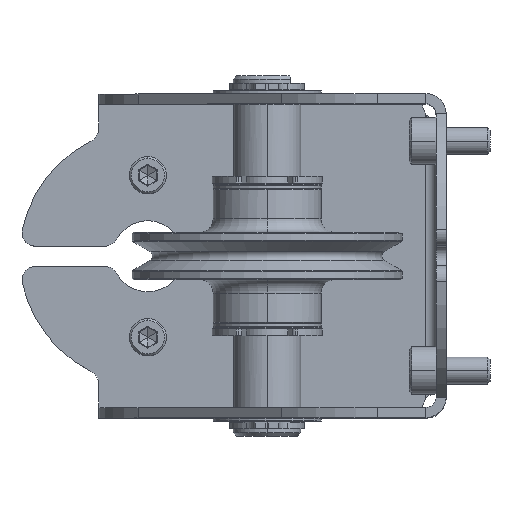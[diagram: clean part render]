
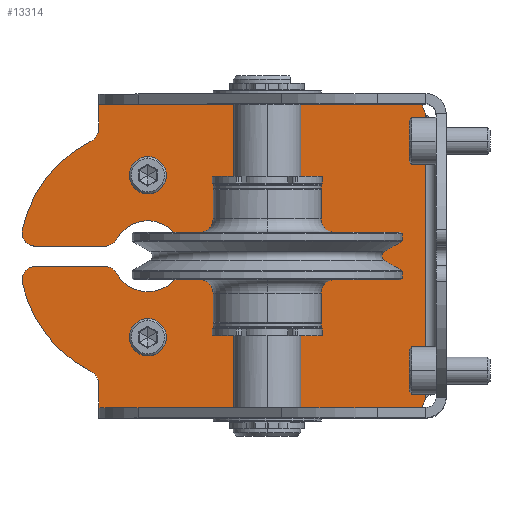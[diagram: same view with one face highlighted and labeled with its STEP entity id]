
A CAD part, top view. The second image highlights one B-rep face of the part: STEP entity #13314.
In plain terms, the highlighted planar face has unit normal (0, 0, 1).
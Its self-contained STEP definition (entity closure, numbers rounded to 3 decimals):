
#4315=DIRECTION('',(0.,1.,0.));
#4316=VECTOR('',#4315,42.094);
#4317=CARTESIAN_POINT('',(-3.,-21.047,-53.));
#4318=LINE('',#4317,#4316);
#4366=CARTESIAN_POINT('',(-37.851,3.5,-53.));
#4367=DIRECTION('',(0.,0.,-1.));
#4368=DIRECTION('',(0.,-1.,0.));
#4369=AXIS2_PLACEMENT_3D('',#4366,#4367,#4368);
#4374=CARTESIAN_POINT('',(-44.2,0.,-53.));
#4375=DIRECTION('',(0.,0.,1.));
#4376=DIRECTION('',(0.876,0.483,0.));
#4377=AXIS2_PLACEMENT_3D('',#4374,#4375,#4376);
#4382=CARTESIAN_POINT('',(-50.549,3.5,-53.));
#4383=DIRECTION('',(0.,0.,-1.));
#4384=DIRECTION('',(0.876,-0.483,0.));
#4385=AXIS2_PLACEMENT_3D('',#4382,#4383,#4384);
#4390=DIRECTION('',(-1.,0.,0.));
#4391=VECTOR('',#4390,10.287);
#4392=CARTESIAN_POINT('',(-50.549,1.5,-53.));
#4393=LINE('',#4392,#4391);
#4397=CARTESIAN_POINT('',(-60.836,3.5,-53.));
#4398=DIRECTION('',(0.,0.,-1.));
#4399=DIRECTION('',(0.,-1.,0.));
#4400=AXIS2_PLACEMENT_3D('',#4397,#4398,#4399);
#4405=CARTESIAN_POINT('',(-44.2,0.,-53.));
#4406=DIRECTION('',(0.,0.,-1.));
#4407=DIRECTION('',(-0.979,0.206,0.));
#4408=AXIS2_PLACEMENT_3D('',#4405,#4406,#4407);
#4413=CARTESIAN_POINT('',(-53.5,18.828,-53.));
#4414=DIRECTION('',(0.,0.,1.));
#4415=DIRECTION('',(0.443,-0.897,0.));
#4416=AXIS2_PLACEMENT_3D('',#4413,#4414,#4415);
#4421=DIRECTION('',(0.,1.,0.));
#4422=VECTOR('',#4421,3.672);
#4423=CARTESIAN_POINT('',(-51.5,18.828,-53.));
#4424=LINE('',#4423,#4422);
#4428=DIRECTION('',(1.,0.,0.));
#4429=VECTOR('',#4428,48.034);
#4430=CARTESIAN_POINT('',(-51.5,22.5,-53.));
#4431=LINE('',#4430,#4429);
#4435=CARTESIAN_POINT('',(-0.966,22.5,-53.));
#4436=DIRECTION('',(0.,0.,1.));
#4437=DIRECTION('',(-1.,0.,0.));
#4438=AXIS2_PLACEMENT_3D('',#4435,#4436,#4437);
#4443=CARTESIAN_POINT('',(-0.966,-22.5,-53.));
#4444=DIRECTION('',(0.,0.,1.));
#4445=DIRECTION('',(-0.814,0.581,0.));
#4446=AXIS2_PLACEMENT_3D('',#4443,#4444,#4445);
#4451=DIRECTION('',(-1.,0.,0.));
#4452=VECTOR('',#4451,48.034);
#4453=CARTESIAN_POINT('',(-3.466,-22.5,-53.));
#4454=LINE('',#4453,#4452);
#4458=DIRECTION('',(0.,1.,0.));
#4459=VECTOR('',#4458,3.672);
#4460=CARTESIAN_POINT('',(-51.5,-22.5,-53.));
#4461=LINE('',#4460,#4459);
#4465=CARTESIAN_POINT('',(-53.5,-18.828,-53.));
#4466=DIRECTION('',(0.,0.,1.));
#4467=DIRECTION('',(1.,0.,0.));
#4468=AXIS2_PLACEMENT_3D('',#4465,#4466,#4467);
#4473=CARTESIAN_POINT('',(-44.2,0.,-53.));
#4474=DIRECTION('',(0.,0.,-1.));
#4475=DIRECTION('',(-0.443,-0.897,0.));
#4476=AXIS2_PLACEMENT_3D('',#4473,#4474,#4475);
#4481=CARTESIAN_POINT('',(-60.836,-3.5,-53.));
#4482=DIRECTION('',(0.,0.,-1.));
#4483=DIRECTION('',(-0.979,-0.206,0.));
#4484=AXIS2_PLACEMENT_3D('',#4481,#4482,#4483);
#4489=CARTESIAN_POINT('',(-50.549,-3.5,-53.));
#4490=DIRECTION('',(0.,0.,-1.));
#4491=DIRECTION('',(0.,1.,0.));
#4492=AXIS2_PLACEMENT_3D('',#4489,#4490,#4491);
#4497=CARTESIAN_POINT('',(-44.2,0.,-53.));
#4498=DIRECTION('',(0.,0.,1.));
#4499=DIRECTION('',(-0.876,-0.483,0.));
#4500=AXIS2_PLACEMENT_3D('',#4497,#4498,#4499);
#4505=CARTESIAN_POINT('',(-37.851,-3.5,-53.));
#4506=DIRECTION('',(0.,0.,-1.));
#4507=DIRECTION('',(-0.876,0.483,0.));
#4508=AXIS2_PLACEMENT_3D('',#4505,#4506,#4507);
#4513=CARTESIAN_POINT('',(-32.2,0.,-53.));
#4514=DIRECTION('',(0.,0.,1.));
#4515=DIRECTION('',(0.,-1.,0.));
#4516=AXIS2_PLACEMENT_3D('',#4513,#4514,#4515);
#4521=CARTESIAN_POINT('',(-44.2,12.,-53.));
#4522=DIRECTION('',(0.,0.,1.));
#4523=DIRECTION('',(0.,-1.,0.));
#4524=AXIS2_PLACEMENT_3D('',#4521,#4522,#4523);
#4529=CARTESIAN_POINT('',(-44.2,12.,-53.));
#4530=DIRECTION('',(0.,0.,1.));
#4531=DIRECTION('',(0.,1.,0.));
#4532=AXIS2_PLACEMENT_3D('',#4529,#4530,#4531);
#4537=CARTESIAN_POINT('',(-44.2,-12.,-53.));
#4538=DIRECTION('',(0.,0.,1.));
#4539=DIRECTION('',(0.,-1.,0.));
#4540=AXIS2_PLACEMENT_3D('',#4537,#4538,#4539);
#4545=CARTESIAN_POINT('',(-44.2,-12.,-53.));
#4546=DIRECTION('',(0.,0.,1.));
#4547=DIRECTION('',(0.,1.,0.));
#4548=AXIS2_PLACEMENT_3D('',#4545,#4546,#4547);
#4740=DIRECTION('',(1.,0.,0.));
#4741=VECTOR('',#4740,5.651);
#4742=CARTESIAN_POINT('',(-37.851,1.5,-53.));
#4743=LINE('',#4742,#4741);
#4761=DIRECTION('',(-1.,0.,0.));
#4762=VECTOR('',#4761,5.651);
#4763=CARTESIAN_POINT('',(-32.2,-1.5,-53.));
#4764=LINE('',#4763,#4762);
#4796=DIRECTION('',(-1.,0.,0.));
#4797=VECTOR('',#4796,10.287);
#4798=CARTESIAN_POINT('',(-50.549,-1.5,-53.));
#4799=LINE('',#4798,#4797);
#8351=CARTESIAN_POINT('',(-39.602,2.534,-53.));
#8352=VERTEX_POINT('',#8351);
#8353=CARTESIAN_POINT('',(-37.851,1.5,-53.));
#8354=VERTEX_POINT('',#8353);
#8355=CARTESIAN_POINT('',(-48.798,2.534,-53.));
#8356=VERTEX_POINT('',#8355);
#8357=CARTESIAN_POINT('',(-50.549,1.5,-53.));
#8358=VERTEX_POINT('',#8357);
#8359=CARTESIAN_POINT('',(-60.836,1.5,-53.));
#8360=VERTEX_POINT('',#8359);
#8361=CARTESIAN_POINT('',(-62.793,3.912,-53.));
#8362=VERTEX_POINT('',#8361);
#8363=CARTESIAN_POINT('',(-52.614,17.035,-53.));
#8364=VERTEX_POINT('',#8363);
#8365=CARTESIAN_POINT('',(-51.5,18.828,-53.));
#8366=VERTEX_POINT('',#8365);
#8367=CARTESIAN_POINT('',(-51.5,22.5,-53.));
#8368=VERTEX_POINT('',#8367);
#8369=CARTESIAN_POINT('',(-3.466,22.5,-53.));
#8370=VERTEX_POINT('',#8369);
#8371=CARTESIAN_POINT('',(-3.,21.047,-53.));
#8372=VERTEX_POINT('',#8371);
#8373=CARTESIAN_POINT('',(-3.,-21.047,-53.));
#8374=VERTEX_POINT('',#8373);
#8375=CARTESIAN_POINT('',(-3.466,-22.5,-53.));
#8376=VERTEX_POINT('',#8375);
#8377=CARTESIAN_POINT('',(-51.5,-22.5,-53.));
#8378=VERTEX_POINT('',#8377);
#8379=CARTESIAN_POINT('',(-51.5,-18.828,-53.));
#8380=VERTEX_POINT('',#8379);
#8381=CARTESIAN_POINT('',(-52.614,-17.035,-53.));
#8382=VERTEX_POINT('',#8381);
#8383=CARTESIAN_POINT('',(-62.793,-3.912,-53.));
#8384=VERTEX_POINT('',#8383);
#8385=CARTESIAN_POINT('',(-60.836,-1.5,-53.));
#8386=VERTEX_POINT('',#8385);
#8387=CARTESIAN_POINT('',(-50.549,-1.5,-53.));
#8388=VERTEX_POINT('',#8387);
#8389=CARTESIAN_POINT('',(-48.798,-2.534,-53.));
#8390=VERTEX_POINT('',#8389);
#8391=CARTESIAN_POINT('',(-39.602,-2.534,-53.));
#8392=VERTEX_POINT('',#8391);
#8393=CARTESIAN_POINT('',(-37.851,-1.5,-53.));
#8394=VERTEX_POINT('',#8393);
#8395=CARTESIAN_POINT('',(-32.2,-1.5,-53.));
#8396=VERTEX_POINT('',#8395);
#8397=CARTESIAN_POINT('',(-32.2,1.5,-53.));
#8398=VERTEX_POINT('',#8397);
#8399=CARTESIAN_POINT('',(-44.2,9.25,-53.));
#8400=CARTESIAN_POINT('',(-44.2,14.75,-53.));
#8401=VERTEX_POINT('',#8399);
#8402=VERTEX_POINT('',#8400);
#8403=CARTESIAN_POINT('',(-44.2,-14.75,-53.));
#8404=CARTESIAN_POINT('',(-44.2,-9.25,-53.));
#8405=VERTEX_POINT('',#8403);
#8406=VERTEX_POINT('',#8404);
#13249=CARTESIAN_POINT('',(-1.5,-11.021,-53.));
#13250=DIRECTION('',(0.,0.,1.));
#13251=DIRECTION('',(0.,1.,0.));
#13252=AXIS2_PLACEMENT_3D('',#13249,#13250,#13251);
#13253=PLANE('',#13252);
#13255=ORIENTED_EDGE('',*,*,#13254,.T.);
#13257=ORIENTED_EDGE('',*,*,#13256,.T.);
#13259=ORIENTED_EDGE('',*,*,#13258,.T.);
#13261=ORIENTED_EDGE('',*,*,#13260,.T.);
#13263=ORIENTED_EDGE('',*,*,#13262,.T.);
#13265=ORIENTED_EDGE('',*,*,#13264,.T.);
#13267=ORIENTED_EDGE('',*,*,#13266,.T.);
#13269=ORIENTED_EDGE('',*,*,#13268,.T.);
#13271=ORIENTED_EDGE('',*,*,#13270,.T.);
#13272=ORIENTED_EDGE('',*,*,#13239,.T.);
#13273=ORIENTED_EDGE('',*,*,#13142,.F.);
#13275=ORIENTED_EDGE('',*,*,#13274,.T.);
#13277=ORIENTED_EDGE('',*,*,#13276,.T.);
#13279=ORIENTED_EDGE('',*,*,#13278,.T.);
#13281=ORIENTED_EDGE('',*,*,#13280,.T.);
#13283=ORIENTED_EDGE('',*,*,#13282,.T.);
#13285=ORIENTED_EDGE('',*,*,#13284,.T.);
#13287=ORIENTED_EDGE('',*,*,#13286,.F.);
#13289=ORIENTED_EDGE('',*,*,#13288,.T.);
#13291=ORIENTED_EDGE('',*,*,#13290,.T.);
#13293=ORIENTED_EDGE('',*,*,#13292,.T.);
#13295=ORIENTED_EDGE('',*,*,#13294,.F.);
#13297=ORIENTED_EDGE('',*,*,#13296,.T.);
#13299=ORIENTED_EDGE('',*,*,#13298,.F.);
#13300=EDGE_LOOP('',(#13255,#13257,#13259,#13261,#13263,#13265,#13267,#13269,
#13271,#13272,#13273,#13275,#13277,#13279,#13281,#13283,#13285,#13287,#13289,
#13291,#13293,#13295,#13297,#13299));
#13301=FACE_OUTER_BOUND('',#13300,.F.);
#13303=ORIENTED_EDGE('',*,*,#13302,.T.);
#13305=ORIENTED_EDGE('',*,*,#13304,.T.);
#13306=EDGE_LOOP('',(#13303,#13305));
#13307=FACE_BOUND('',#13306,.F.);
#13309=ORIENTED_EDGE('',*,*,#13308,.T.);
#13311=ORIENTED_EDGE('',*,*,#13310,.T.);
#13312=EDGE_LOOP('',(#13309,#13311));
#13313=FACE_BOUND('',#13312,.F.);
#13314=ADVANCED_FACE('',(#13301,#13307,#13313),#13253,.T.);
#4370=CIRCLE('',#4369,2.);
#4378=CIRCLE('',#4377,5.25);
#4386=CIRCLE('',#4385,2.);
#4401=CIRCLE('',#4400,2.);
#4409=CIRCLE('',#4408,19.);
#4417=CIRCLE('',#4416,2.);
#4439=CIRCLE('',#4438,2.5);
#4447=CIRCLE('',#4446,2.5);
#4469=CIRCLE('',#4468,2.);
#4477=CIRCLE('',#4476,19.);
#4485=CIRCLE('',#4484,2.);
#4493=CIRCLE('',#4492,2.);
#4501=CIRCLE('',#4500,5.25);
#4509=CIRCLE('',#4508,2.);
#4517=CIRCLE('',#4516,1.5);
#4525=CIRCLE('',#4524,2.75);
#4533=CIRCLE('',#4532,2.75);
#4541=CIRCLE('',#4540,2.75);
#4549=CIRCLE('',#4548,2.75);
#13142=EDGE_CURVE('',#8374,#8372,#4318,.T.);
#13239=EDGE_CURVE('',#8370,#8372,#4439,.T.);
#13254=EDGE_CURVE('',#8354,#8352,#4370,.T.);
#13256=EDGE_CURVE('',#8352,#8356,#4378,.T.);
#13258=EDGE_CURVE('',#8356,#8358,#4386,.T.);
#13260=EDGE_CURVE('',#8358,#8360,#4393,.T.);
#13262=EDGE_CURVE('',#8360,#8362,#4401,.T.);
#13264=EDGE_CURVE('',#8362,#8364,#4409,.T.);
#13266=EDGE_CURVE('',#8364,#8366,#4417,.T.);
#13268=EDGE_CURVE('',#8366,#8368,#4424,.T.);
#13270=EDGE_CURVE('',#8368,#8370,#4431,.T.);
#13274=EDGE_CURVE('',#8374,#8376,#4447,.T.);
#13276=EDGE_CURVE('',#8376,#8378,#4454,.T.);
#13278=EDGE_CURVE('',#8378,#8380,#4461,.T.);
#13280=EDGE_CURVE('',#8380,#8382,#4469,.T.);
#13282=EDGE_CURVE('',#8382,#8384,#4477,.T.);
#13284=EDGE_CURVE('',#8384,#8386,#4485,.T.);
#13286=EDGE_CURVE('',#8388,#8386,#4799,.T.);
#13288=EDGE_CURVE('',#8388,#8390,#4493,.T.);
#13290=EDGE_CURVE('',#8390,#8392,#4501,.T.);
#13292=EDGE_CURVE('',#8392,#8394,#4509,.T.);
#13294=EDGE_CURVE('',#8396,#8394,#4764,.T.);
#13296=EDGE_CURVE('',#8396,#8398,#4517,.T.);
#13298=EDGE_CURVE('',#8354,#8398,#4743,.T.);
#13302=EDGE_CURVE('',#8401,#8402,#4525,.T.);
#13304=EDGE_CURVE('',#8402,#8401,#4533,.T.);
#13308=EDGE_CURVE('',#8405,#8406,#4541,.T.);
#13310=EDGE_CURVE('',#8406,#8405,#4549,.T.);
